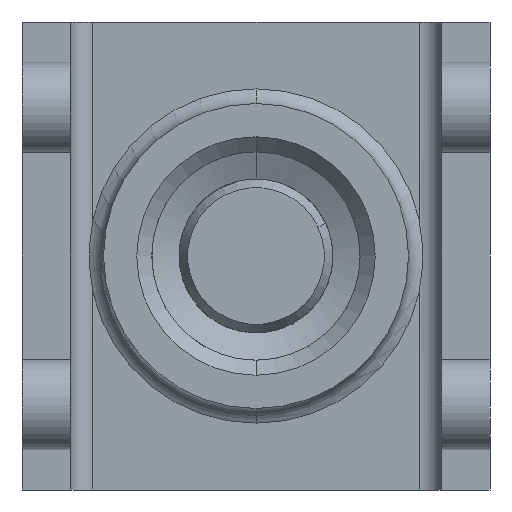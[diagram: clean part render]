
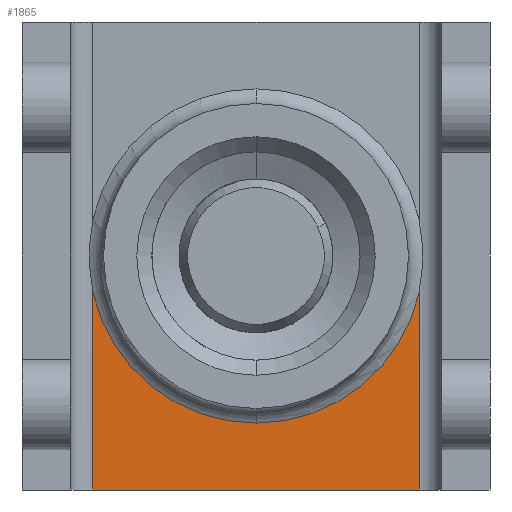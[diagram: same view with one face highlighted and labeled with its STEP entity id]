
A CAD part, front view. The second image highlights one B-rep face of the part: STEP entity #1865.
In plain terms, the highlighted planar face has unit normal (0, -1, 0).
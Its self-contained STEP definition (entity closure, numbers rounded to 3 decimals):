
#1427 = VERTEX_POINT ( 'NONE', #4994 ) ;
#1493 = EDGE_CURVE ( 'NONE', #1494, #1427, #5083, .T. ) ;
#1494 = VERTEX_POINT ( 'NONE', #5075 ) ;
#1853 = ORIENTED_EDGE ( 'NONE', *, *, #1854, .T. ) ;
#1854 = EDGE_CURVE ( 'NONE', #1999, #1494, #5706, .T. ) ;
#1855 = ORIENTED_EDGE ( 'NONE', *, *, #1493, .T. ) ;
#1856 = ORIENTED_EDGE ( 'NONE', *, *, #1996, .T. ) ;
#1857 = ORIENTED_EDGE ( 'NONE', *, *, #1858, .F. ) ;
#1858 = EDGE_CURVE ( 'NONE', #2000, #1867, #5698, .T. ) ;
#1865 = ADVANCED_FACE ( 'NONE', ( #5469 ), #5737, .T. ) ;
#1866 = EDGE_LOOP ( 'NONE', ( #1997, #1853, #1855, #1856, #1857 ) ) ;
#1867 = VERTEX_POINT ( 'NONE', #5732 ) ;
#1996 = EDGE_CURVE ( 'NONE', #1427, #1867, #5901, .T. ) ;
#1997 = ORIENTED_EDGE ( 'NONE', *, *, #1998, .F. ) ;
#1998 = EDGE_CURVE ( 'NONE', #1999, #2000, #5897, .T. ) ;
#1999 = VERTEX_POINT ( 'NONE', #5893 ) ;
#2000 = VERTEX_POINT ( 'NONE', #5892 ) ;
#4994 = CARTESIAN_POINT ( 'NONE',  ( -2.743, 10.363, 3.32 ) ) ;
#5075 = CARTESIAN_POINT ( 'NONE',  ( 0., 10.363, 1.125 ) ) ;
#5076 = DIRECTION ( 'NONE',  ( 0., 0., 1. ) ) ;
#5077 = DIRECTION ( 'NONE',  ( 0., 1., 0. ) ) ;
#5078 = CARTESIAN_POINT ( 'NONE',  ( 0., 10.363, 3.937 ) ) ;
#5079 = AXIS2_PLACEMENT_3D ( 'NONE', #5078, #5077, #5076 ) ;
#5083 = CIRCLE ( 'NONE', #5079, 2.812 ) ;
#5469 = FACE_OUTER_BOUND ( 'NONE', #1866, .T. ) ;
#5695 = DIRECTION ( 'NONE',  ( -1., 0., 0. ) ) ;
#5696 = VECTOR ( 'NONE', #5695, 1000. ) ;
#5697 = CARTESIAN_POINT ( 'NONE',  ( -2.743, 10.363, 0. ) ) ;
#5698 = LINE ( 'NONE', #5697, #5696 ) ;
#5699 = DIRECTION ( 'NONE',  ( 0., 0., 1. ) ) ;
#5700 = DIRECTION ( 'NONE',  ( 0., 1., 0. ) ) ;
#5701 = CARTESIAN_POINT ( 'NONE',  ( 0., 10.363, 3.937 ) ) ;
#5702 = AXIS2_PLACEMENT_3D ( 'NONE', #5701, #5700, #5699 ) ;
#5706 = CIRCLE ( 'NONE', #5702, 2.812 ) ;
#5732 = CARTESIAN_POINT ( 'NONE',  ( -2.743, 10.363, 0. ) ) ;
#5733 = DIRECTION ( 'NONE',  ( 0., 0., -1. ) ) ;
#5734 = DIRECTION ( 'NONE',  ( 0., -1., 0. ) ) ;
#5735 = CARTESIAN_POINT ( 'NONE',  ( -2.743, 10.363, 7.874 ) ) ;
#5736 = AXIS2_PLACEMENT_3D ( 'NONE', #5735, #5734, #5733 ) ;
#5737 = PLANE ( 'NONE',  #5736 ) ;
#5892 = CARTESIAN_POINT ( 'NONE',  ( 2.743, 10.363, 0. ) ) ;
#5893 = CARTESIAN_POINT ( 'NONE',  ( 2.743, 10.363, 3.32 ) ) ;
#5894 = DIRECTION ( 'NONE',  ( 0., 0., -1. ) ) ;
#5895 = VECTOR ( 'NONE', #5894, 1000. ) ;
#5896 = CARTESIAN_POINT ( 'NONE',  ( 2.743, 10.363, 7.874 ) ) ;
#5897 = LINE ( 'NONE', #5896, #5895 ) ;
#5898 = DIRECTION ( 'NONE',  ( 0., 0., -1. ) ) ;
#5899 = VECTOR ( 'NONE', #5898, 1000. ) ;
#5900 = CARTESIAN_POINT ( 'NONE',  ( -2.743, 10.363, 7.874 ) ) ;
#5901 = LINE ( 'NONE', #5900, #5899 ) ;
